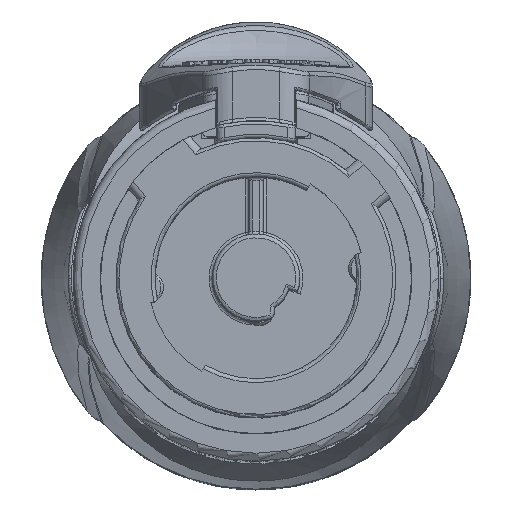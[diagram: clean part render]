
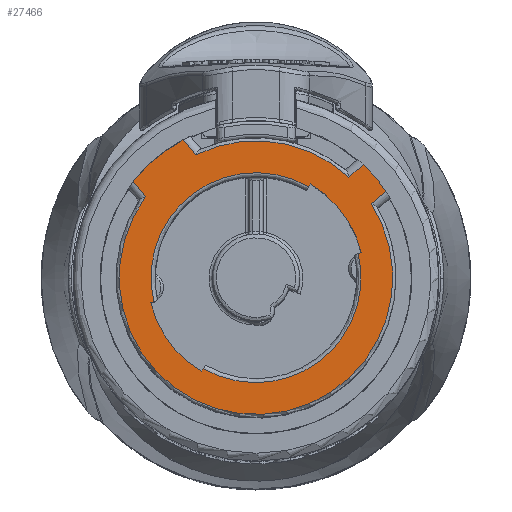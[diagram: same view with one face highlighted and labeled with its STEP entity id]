
A CAD part, top view. The second image highlights one B-rep face of the part: STEP entity #27466.
In plain terms, the highlighted planar face has unit normal (0, 0, 1).
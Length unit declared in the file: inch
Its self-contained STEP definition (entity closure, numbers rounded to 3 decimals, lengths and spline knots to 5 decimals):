
#486=FACE_BOUND('',#4359,.T.);
#1292=PLANE('',#29722);
#2731=FACE_OUTER_BOUND('',#4358,.T.);
#4358=EDGE_LOOP('',(#24365,#24366,#24367,#24368,#24369,#24370,#24371,#24372));
#4359=EDGE_LOOP('',(#24373,#24374,#24375,#24376,#24377,#24378,#24379,#24380));
#7287=LINE('',#90286,#8937);
#7291=LINE('',#90323,#8941);
#7292=LINE('',#90327,#8942);
#7293=LINE('',#90330,#8943);
#7294=LINE('',#90331,#8944);
#7295=LINE('',#90334,#8945);
#8937=VECTOR('',#35468,0.3937);
#8941=VECTOR('',#35492,0.3937);
#8942=VECTOR('',#35495,0.3937);
#8943=VECTOR('',#35498,0.3937);
#8944=VECTOR('',#35499,0.3937);
#8945=VECTOR('',#35502,0.3937);
#10064=CIRCLE('',#29549,0.38583);
#10153=CIRCLE('',#29711,0.25984);
#10157=CIRCLE('',#29718,0.25984);
#10158=CIRCLE('',#29720,0.03937);
#10160=CIRCLE('',#29723,0.33858);
#10161=CIRCLE('',#29724,0.38583);
#10162=CIRCLE('',#29725,0.33858);
#10163=CIRCLE('',#29726,0.26772);
#10164=CIRCLE('',#29727,0.26772);
#10165=CIRCLE('',#29728,0.03937);
#12546=VERTEX_POINT('',#89669);
#12547=VERTEX_POINT('',#89680);
#12756=VERTEX_POINT('',#90262);
#12757=VERTEX_POINT('',#90264);
#12759=VERTEX_POINT('',#90284);
#12762=VERTEX_POINT('',#90294);
#12763=VERTEX_POINT('',#90296);
#12764=VERTEX_POINT('',#90313);
#12766=VERTEX_POINT('',#90319);
#12767=VERTEX_POINT('',#90320);
#12768=VERTEX_POINT('',#90322);
#12769=VERTEX_POINT('',#90324);
#12770=VERTEX_POINT('',#90326);
#12771=VERTEX_POINT('',#90328);
#12772=VERTEX_POINT('',#90333);
#12773=VERTEX_POINT('',#90335);
#16451=EDGE_CURVE('',#12547,#12546,#10064,.T.);
#16737=EDGE_CURVE('',#12756,#12757,#10153,.T.);
#16742=EDGE_CURVE('',#12756,#12759,#7287,.T.);
#16747=EDGE_CURVE('',#12762,#12763,#10157,.T.);
#16749=EDGE_CURVE('',#12764,#12763,#10158,.T.);
#16752=EDGE_CURVE('',#12766,#12767,#10160,.T.);
#16753=EDGE_CURVE('',#12768,#12767,#7291,.T.);
#16754=EDGE_CURVE('',#12768,#12769,#10161,.T.);
#16755=EDGE_CURVE('',#12770,#12769,#7292,.T.);
#16756=EDGE_CURVE('',#12770,#12771,#10162,.T.);
#16757=EDGE_CURVE('',#12547,#12771,#7293,.T.);
#16758=EDGE_CURVE('',#12766,#12546,#7294,.T.);
#16759=EDGE_CURVE('',#12759,#12764,#10163,.T.);
#16760=EDGE_CURVE('',#12762,#12772,#7295,.T.);
#16761=EDGE_CURVE('',#12772,#12773,#10164,.T.);
#16762=EDGE_CURVE('',#12773,#12757,#10165,.T.);
#24365=ORIENTED_EDGE('',*,*,#16752,.T.);
#24366=ORIENTED_EDGE('',*,*,#16753,.F.);
#24367=ORIENTED_EDGE('',*,*,#16754,.T.);
#24368=ORIENTED_EDGE('',*,*,#16755,.F.);
#24369=ORIENTED_EDGE('',*,*,#16756,.T.);
#24370=ORIENTED_EDGE('',*,*,#16757,.F.);
#24371=ORIENTED_EDGE('',*,*,#16451,.T.);
#24372=ORIENTED_EDGE('',*,*,#16758,.F.);
#24373=ORIENTED_EDGE('',*,*,#16737,.F.);
#24374=ORIENTED_EDGE('',*,*,#16742,.T.);
#24375=ORIENTED_EDGE('',*,*,#16759,.T.);
#24376=ORIENTED_EDGE('',*,*,#16749,.T.);
#24377=ORIENTED_EDGE('',*,*,#16747,.F.);
#24378=ORIENTED_EDGE('',*,*,#16760,.T.);
#24379=ORIENTED_EDGE('',*,*,#16761,.T.);
#24380=ORIENTED_EDGE('',*,*,#16762,.T.);
#27466=ADVANCED_FACE('',(#2731,#486),#1292,.F.);
#29549=AXIS2_PLACEMENT_3D('',#89681,#34942,#34943);
#29711=AXIS2_PLACEMENT_3D('',#90265,#35460,#35461);
#29718=AXIS2_PLACEMENT_3D('',#90297,#35479,#35480);
#29720=AXIS2_PLACEMENT_3D('',#90314,#35483,#35484);
#29722=AXIS2_PLACEMENT_3D('',#90318,#35488,#35489);
#29723=AXIS2_PLACEMENT_3D('',#90321,#35490,#35491);
#29724=AXIS2_PLACEMENT_3D('',#90325,#35493,#35494);
#29725=AXIS2_PLACEMENT_3D('',#90329,#35496,#35497);
#29726=AXIS2_PLACEMENT_3D('',#90332,#35500,#35501);
#29727=AXIS2_PLACEMENT_3D('',#90336,#35503,#35504);
#29728=AXIS2_PLACEMENT_3D('',#90337,#35505,#35506);
#34942=DIRECTION('center_axis',(0.,0.,1.));
#34943=DIRECTION('ref_axis',(-0.421,0.907,0.));
#35460=DIRECTION('center_axis',(0.,0.,1.));
#35461=DIRECTION('ref_axis',(0.592,-0.806,0.));
#35468=DIRECTION('',(-0.5,-0.866,0.));
#35479=DIRECTION('center_axis',(0.,0.,1.));
#35480=DIRECTION('ref_axis',(-0.592,0.806,0.));
#35483=DIRECTION('center_axis',(0.,0.,1.));
#35484=DIRECTION('ref_axis',(-0.48,-0.877,0.));
#35488=DIRECTION('center_axis',(0.,0.,-1.));
#35489=DIRECTION('ref_axis',(-1.,0.,0.));
#35490=DIRECTION('center_axis',(0.,0.,1.));
#35491=DIRECTION('ref_axis',(-1.,0.,0.));
#35492=DIRECTION('',(-0.766,-0.643,0.));
#35493=DIRECTION('center_axis',(0.,0.,1.));
#35494=DIRECTION('ref_axis',(0.861,0.509,0.));
#35495=DIRECTION('',(0.766,0.643,0.));
#35496=DIRECTION('center_axis',(0.,0.,1.));
#35497=DIRECTION('ref_axis',(-1.,0.,0.));
#35498=DIRECTION('',(0.643,-0.766,0.));
#35499=DIRECTION('',(-0.643,0.766,0.));
#35500=DIRECTION('center_axis',(0.,0.,-1.));
#35501=DIRECTION('ref_axis',(-0.973,-0.232,0.));
#35502=DIRECTION('',(0.5,0.866,0.));
#35503=DIRECTION('center_axis',(0.,0.,-1.));
#35504=DIRECTION('ref_axis',(0.973,0.232,0.));
#35505=DIRECTION('center_axis',(0.,0.,1.));
#35506=DIRECTION('ref_axis',(1.,0.,0.));
#89669=CARTESIAN_POINT('',(-0.30434,0.23714,1.85433));
#89680=CARTESIAN_POINT('',(-0.18069,0.3409,1.85433));
#89681=CARTESIAN_POINT('Origin',(0.,0.,1.85433));
#90262=CARTESIAN_POINT('',(-0.12992,-0.22503,1.85433));
#90264=CARTESIAN_POINT('',(0.25292,0.05959,1.85433));
#90265=CARTESIAN_POINT('Origin',(0.,0.,1.85433));
#90284=CARTESIAN_POINT('',(-0.13386,-0.23185,1.85433));
#90286=CARTESIAN_POINT('',(-0.06693,-0.11592,1.85433));
#90294=CARTESIAN_POINT('',(0.12992,0.22503,1.85433));
#90296=CARTESIAN_POINT('',(-0.25292,-0.05959,1.85433));
#90297=CARTESIAN_POINT('Origin',(0.,0.,1.85433));
#90313=CARTESIAN_POINT('',(-0.26044,-0.06201,1.85433));
#90314=CARTESIAN_POINT('Origin',(-0.26866,-0.0235,
1.85433));
#90318=CARTESIAN_POINT('Origin',(0.,0.,1.85433));
#90319=CARTESIAN_POINT('',(-0.27319,0.20001,1.85433));
#90320=CARTESIAN_POINT('',(0.28508,0.18267,1.85433));
#90321=CARTESIAN_POINT('Origin',(0.,0.,1.85433));
#90322=CARTESIAN_POINT('',(0.32153,0.21326,1.85433));
#90323=CARTESIAN_POINT('',(0.15833,0.07632,1.85433));
#90324=CARTESIAN_POINT('',(0.26586,0.27961,1.85433));
#90325=CARTESIAN_POINT('Origin',(0.,0.,1.85433));
#90326=CARTESIAN_POINT('',(0.2294,0.24902,1.85433));
#90327=CARTESIAN_POINT('',(0.11796,0.15551,1.85433));
#90328=CARTESIAN_POINT('',(-0.14954,0.30377,1.85433));
#90329=CARTESIAN_POINT('Origin',(0.,0.,1.85433));
#90330=CARTESIAN_POINT('',(-0.04475,0.17889,1.85433));
#90331=CARTESIAN_POINT('',(-0.18156,0.09081,1.85433));
#90332=CARTESIAN_POINT('Origin',(0.,0.,1.85433));
#90333=CARTESIAN_POINT('',(0.13386,0.23185,1.85433));
#90334=CARTESIAN_POINT('',(0.06693,0.11592,1.85433));
#90335=CARTESIAN_POINT('',(0.26044,0.06201,1.85433));
#90336=CARTESIAN_POINT('Origin',(0.,0.,1.85433));
#90337=CARTESIAN_POINT('Origin',(0.26866,0.0235,1.85433));
